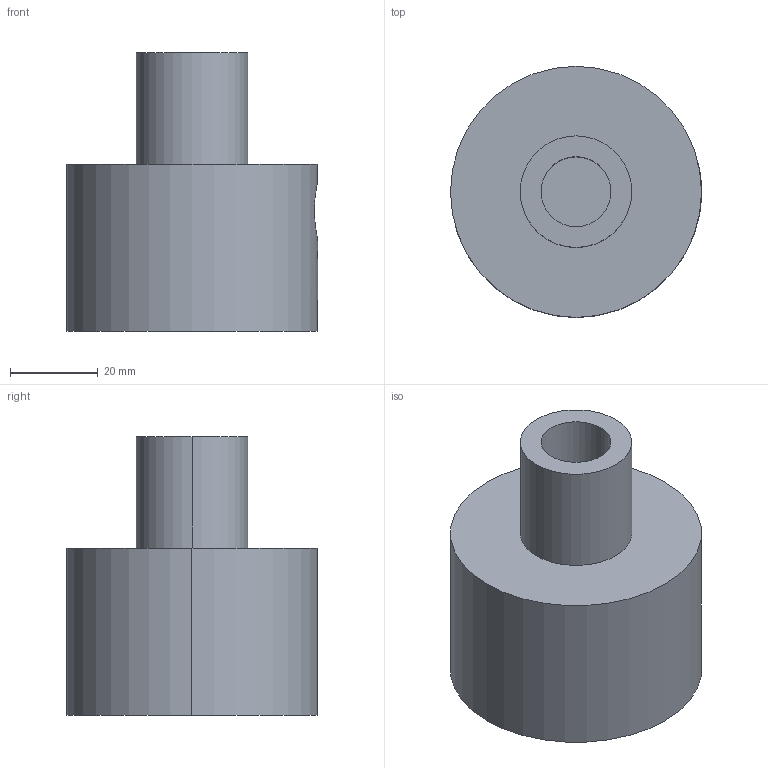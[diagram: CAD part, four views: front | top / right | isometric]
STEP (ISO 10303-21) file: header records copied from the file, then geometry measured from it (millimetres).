
FILE_DESCRIPTION (( 'STEP AP214' ), '1' );
FILE_NAME ('lathe actuator assembly-inch-m12.STEP', '2012-04-26T22:52:16', ( '' ), ( '' ), 'SwSTEP 2.0', 'SolidWorks 2011', '' );
FILE_SCHEMA (( 'AUTOMOTIVE_DESIGN' ));
Length unit declared in the file: inch
Products named in the file (5): lathe actuator assembly-inch-m124; lathe actuator assembly-inch-m123; lathe actuator assembly-inch-m122; lathe actuator assembly-inch-m121; lathe actuator assembly-inch-m12
Assembly tree (4 placements, depth 2):
  lathe actuator assembly-inch-m12
    lathe actuator assembly-inch-m121
    lathe actuator assembly-inch-m123
    lathe actuator assembly-inch-m124
    lathe actuator assembly-inch-m122
Bounding box: 57.15 x 57.15 x 63.5 mm (x, y, z)
Volume: 103819.5 mm3; surface area: 22029 mm2
Topology: 4 solids, 4 shells, 107 faces, 275 edges, 179 vertices
Faces by surface type: cylinder 68, plane 27, cone 7, bspline 5
Entity records: 5925 total; most frequent: CARTESIAN_POINT 3232, ORIENTED_EDGE 546, DIRECTION 491, EDGE_CURVE 273, AXIS2_PLACEMENT_3D 190, VERTEX_POINT 179, EDGE_LOOP 120, VECTOR 111
